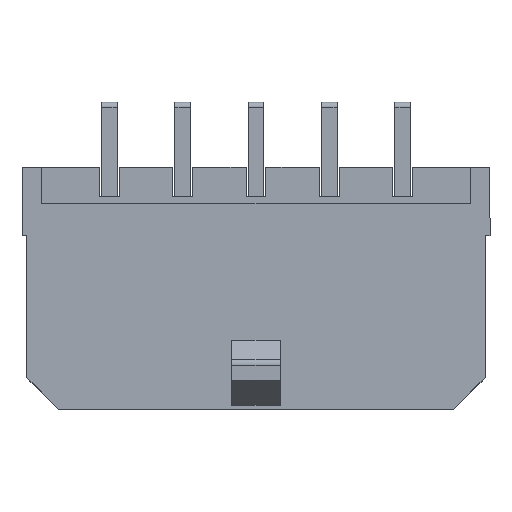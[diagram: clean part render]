
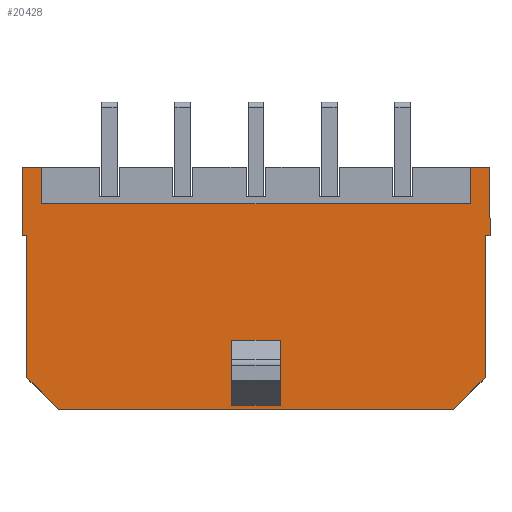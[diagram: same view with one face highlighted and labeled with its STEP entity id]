
A CAD part, top view. The second image highlights one B-rep face of the part: STEP entity #20428.
In plain terms, the highlighted planar face has unit normal (0, 0, 1).
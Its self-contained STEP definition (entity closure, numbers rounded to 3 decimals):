
#25 = DIRECTION ( 'NONE',  ( 1., 0., 0. ) ) ;
#29 = DIRECTION ( 'NONE',  ( -1., 0., 0. ) ) ;
#185 = EDGE_LOOP ( 'NONE', ( #5884, #9129, #1355, #7848, #23572, #20053, #27231, #4099, #10494, #21149, #7661, #21950, #20983, #1288 ) ) ;
#360 = VERTEX_POINT ( 'NONE', #8161 ) ;
#409 = DIRECTION ( 'NONE',  ( 0., 0., 1. ) ) ;
#818 = CARTESIAN_POINT ( 'NONE',  ( -9.575, -0.84, 7.37 ) ) ;
#941 = EDGE_CURVE ( 'NONE', #4757, #16946, #3650, .T. ) ;
#994 = CARTESIAN_POINT ( 'NONE',  ( 8.775, -0.84, 7.37 ) ) ;
#1288 = ORIENTED_EDGE ( 'NONE', *, *, #16943, .F. ) ;
#1310 = VECTOR ( 'NONE', #12758, 1000. ) ;
#1315 = VERTEX_POINT ( 'NONE', #17696 ) ;
#1355 = ORIENTED_EDGE ( 'NONE', *, *, #6869, .T. ) ;
#1722 = EDGE_CURVE ( 'NONE', #2976, #6631, #2496, .T. ) ;
#2218 = LINE ( 'NONE', #11350, #9154 ) ;
#2379 = DIRECTION ( 'NONE',  ( 1., 0., 0. ) ) ;
#2494 = DIRECTION ( 'NONE',  ( 0., -1., 0. ) ) ;
#2496 = LINE ( 'NONE', #20349, #2737 ) ;
#2687 = CARTESIAN_POINT ( 'NONE',  ( 9.375, -3.626, 7.37 ) ) ;
#2737 = VECTOR ( 'NONE', #18009, 1000. ) ;
#2944 = VERTEX_POINT ( 'NONE', #26277 ) ;
#2976 = VERTEX_POINT ( 'NONE', #5960 ) ;
#3650 = LINE ( 'NONE', #27342, #1310 ) ;
#4012 = EDGE_CURVE ( 'NONE', #1315, #18845, #16822, .T. ) ;
#4099 = ORIENTED_EDGE ( 'NONE', *, *, #27078, .F. ) ;
#4154 = VECTOR ( 'NONE', #25, 1000. ) ;
#4158 = CARTESIAN_POINT ( 'NONE',  ( -9.575, -0.84, 7.37 ) ) ;
#4546 = CARTESIAN_POINT ( 'NONE',  ( -9.575, -10.75, 7.37 ) ) ;
#4674 = LINE ( 'NONE', #25656, #17261 ) ;
#4757 = VERTEX_POINT ( 'NONE', #16866 ) ;
#5091 = PLANE ( 'NONE',  #20822 ) ;
#5189 = VECTOR ( 'NONE', #19017, 1000. ) ;
#5194 = VECTOR ( 'NONE', #6941, 1000. ) ;
#5444 = ORIENTED_EDGE ( 'NONE', *, *, #12259, .T. ) ;
#5474 = EDGE_CURVE ( 'NONE', #4757, #20417, #6008, .T. ) ;
#5617 = VERTEX_POINT ( 'NONE', #11329 ) ;
#5712 = CARTESIAN_POINT ( 'NONE',  ( -8.775, -0.84, 7.37 ) ) ;
#5841 = CARTESIAN_POINT ( 'NONE',  ( 8.075, -10.75, 7.37 ) ) ;
#5884 = ORIENTED_EDGE ( 'NONE', *, *, #10408, .F. ) ;
#5888 = VERTEX_POINT ( 'NONE', #15271 ) ;
#5960 = CARTESIAN_POINT ( 'NONE',  ( -9.375, -9.45, 7.37 ) ) ;
#6008 = LINE ( 'NONE', #10621, #22782 ) ;
#6366 = LINE ( 'NONE', #4546, #18118 ) ;
#6631 = VERTEX_POINT ( 'NONE', #18607 ) ;
#6700 = CARTESIAN_POINT ( 'NONE',  ( 8.775, -0.84, 7.37 ) ) ;
#6869 = EDGE_CURVE ( 'NONE', #10272, #12276, #20174, .T. ) ;
#6941 = DIRECTION ( 'NONE',  ( 0., -1., 0. ) ) ;
#6997 = LINE ( 'NONE', #13339, #24242 ) ;
#7289 = FACE_OUTER_BOUND ( 'NONE', #185, .T. ) ;
#7554 = DIRECTION ( 'NONE',  ( -1., 0., 0. ) ) ;
#7661 = ORIENTED_EDGE ( 'NONE', *, *, #941, .T. ) ;
#7689 = ORIENTED_EDGE ( 'NONE', *, *, #15542, .T. ) ;
#7812 = CARTESIAN_POINT ( 'NONE',  ( 8.775, -2.34, 7.37 ) ) ;
#7841 = CARTESIAN_POINT ( 'NONE',  ( -9.575, -0.84, 7.37 ) ) ;
#7848 = ORIENTED_EDGE ( 'NONE', *, *, #13666, .F. ) ;
#7957 = CARTESIAN_POINT ( 'NONE',  ( -9.575, -3.626, 7.37 ) ) ;
#8161 = CARTESIAN_POINT ( 'NONE',  ( 9.375, -9.45, 7.37 ) ) ;
#8776 = DIRECTION ( 'NONE',  ( -0.707, -0.707, 0. ) ) ;
#9098 = VERTEX_POINT ( 'NONE', #10826 ) ;
#9129 = ORIENTED_EDGE ( 'NONE', *, *, #17886, .T. ) ;
#9154 = VECTOR ( 'NONE', #17327, 1000. ) ;
#9179 = ORIENTED_EDGE ( 'NONE', *, *, #10149, .F. ) ;
#9426 = VECTOR ( 'NONE', #20294, 1000. ) ;
#10149 = EDGE_CURVE ( 'NONE', #2944, #1315, #4674, .T. ) ;
#10211 = EDGE_CURVE ( 'NONE', #20417, #360, #20412, .T. ) ;
#10272 = VERTEX_POINT ( 'NONE', #818 ) ;
#10408 = EDGE_CURVE ( 'NONE', #5888, #25405, #14556, .T. ) ;
#10436 = LINE ( 'NONE', #21310, #4154 ) ;
#10494 = ORIENTED_EDGE ( 'NONE', *, *, #10211, .F. ) ;
#10621 = CARTESIAN_POINT ( 'NONE',  ( 9.575, -3.626, 7.37 ) ) ;
#10826 = CARTESIAN_POINT ( 'NONE',  ( -8.075, -10.75, 7.37 ) ) ;
#10895 = LINE ( 'NONE', #27764, #14503 ) ;
#11007 = CARTESIAN_POINT ( 'NONE',  ( 9.575, -0.84, 7.37 ) ) ;
#11021 = CARTESIAN_POINT ( 'NONE',  ( -9.575, -0.84, 7.37 ) ) ;
#11329 = CARTESIAN_POINT ( 'NONE',  ( 1., -7.912, 7.37 ) ) ;
#11350 = CARTESIAN_POINT ( 'NONE',  ( -9.375, -9.45, 7.37 ) ) ;
#11360 = VECTOR ( 'NONE', #15930, 1000. ) ;
#12259 = EDGE_CURVE ( 'NONE', #2944, #5617, #6997, .T. ) ;
#12276 = VERTEX_POINT ( 'NONE', #7957 ) ;
#12758 = DIRECTION ( 'NONE',  ( 0., 1., 0. ) ) ;
#12802 = CARTESIAN_POINT ( 'NONE',  ( 1., -10.571, 7.37 ) ) ;
#13339 = CARTESIAN_POINT ( 'NONE',  ( -1., -7.912, 7.37 ) ) ;
#13666 = EDGE_CURVE ( 'NONE', #6631, #12276, #27084, .T. ) ;
#14503 = VECTOR ( 'NONE', #8776, 1000. ) ;
#14556 = LINE ( 'NONE', #5712, #5189 ) ;
#15271 = CARTESIAN_POINT ( 'NONE',  ( -8.775, -0.84, 7.37 ) ) ;
#15407 = LINE ( 'NONE', #4158, #21849 ) ;
#15542 = EDGE_CURVE ( 'NONE', #5617, #18845, #17866, .T. ) ;
#15588 = VERTEX_POINT ( 'NONE', #6700 ) ;
#15930 = DIRECTION ( 'NONE',  ( 0., -1., 0. ) ) ;
#16822 = LINE ( 'NONE', #16960, #25626 ) ;
#16866 = CARTESIAN_POINT ( 'NONE',  ( 9.575, -3.626, 7.37 ) ) ;
#16943 = EDGE_CURVE ( 'NONE', #25405, #18529, #10436, .T. ) ;
#16946 = VERTEX_POINT ( 'NONE', #11007 ) ;
#16960 = CARTESIAN_POINT ( 'NONE',  ( -1., -10.571, 7.37 ) ) ;
#17261 = VECTOR ( 'NONE', #21826, 1000. ) ;
#17327 = DIRECTION ( 'NONE',  ( -0.707, 0.707, 0. ) ) ;
#17674 = VERTEX_POINT ( 'NONE', #5841 ) ;
#17696 = CARTESIAN_POINT ( 'NONE',  ( -1., -10.571, 7.37 ) ) ;
#17866 = LINE ( 'NONE', #24336, #26284 ) ;
#17886 = EDGE_CURVE ( 'NONE', #5888, #10272, #15407, .T. ) ;
#17920 = CARTESIAN_POINT ( 'NONE',  ( 9.375, -3.626, 7.37 ) ) ;
#18009 = DIRECTION ( 'NONE',  ( 0., 1., 0. ) ) ;
#18118 = VECTOR ( 'NONE', #21573, 1000. ) ;
#18508 = LINE ( 'NONE', #7841, #18985 ) ;
#18529 = VERTEX_POINT ( 'NONE', #7812 ) ;
#18607 = CARTESIAN_POINT ( 'NONE',  ( -9.375, -3.626, 7.37 ) ) ;
#18845 = VERTEX_POINT ( 'NONE', #12802 ) ;
#18985 = VECTOR ( 'NONE', #20547, 1000. ) ;
#19017 = DIRECTION ( 'NONE',  ( 0., -1., 0. ) ) ;
#19019 = CARTESIAN_POINT ( 'NONE',  ( -8.775, -2.34, 7.37 ) ) ;
#19820 = CARTESIAN_POINT ( 'NONE',  ( 0., 0., 7.37 ) ) ;
#20053 = ORIENTED_EDGE ( 'NONE', *, *, #27979, .F. ) ;
#20174 = LINE ( 'NONE', #11021, #5194 ) ;
#20222 = EDGE_LOOP ( 'NONE', ( #24509, #9179, #5444, #7689 ) ) ;
#20294 = DIRECTION ( 'NONE',  ( 0., 1., 0. ) ) ;
#20349 = CARTESIAN_POINT ( 'NONE',  ( -9.375, -3.626, 7.37 ) ) ;
#20412 = LINE ( 'NONE', #17920, #11360 ) ;
#20417 = VERTEX_POINT ( 'NONE', #2687 ) ;
#20428 = ADVANCED_FACE ( 'NONE', ( #7289, #24521 ), #5091, .T. ) ;
#20448 = LINE ( 'NONE', #994, #9426 ) ;
#20493 = EDGE_CURVE ( 'NONE', #16946, #15588, #18508, .T. ) ;
#20547 = DIRECTION ( 'NONE',  ( -1., 0., 0. ) ) ;
#20822 = AXIS2_PLACEMENT_3D ( 'NONE', #19820, #409, #23076 ) ;
#20983 = ORIENTED_EDGE ( 'NONE', *, *, #24680, .F. ) ;
#21149 = ORIENTED_EDGE ( 'NONE', *, *, #5474, .F. ) ;
#21310 = CARTESIAN_POINT ( 'NONE',  ( -8.775, -2.34, 7.37 ) ) ;
#21573 = DIRECTION ( 'NONE',  ( 1., 0., 0. ) ) ;
#21826 = DIRECTION ( 'NONE',  ( 0., -1., 0. ) ) ;
#21849 = VECTOR ( 'NONE', #29, 1000. ) ;
#21950 = ORIENTED_EDGE ( 'NONE', *, *, #20493, .T. ) ;
#22782 = VECTOR ( 'NONE', #23750, 1000. ) ;
#23076 = DIRECTION ( 'NONE',  ( 1., 0., 0. ) ) ;
#23572 = ORIENTED_EDGE ( 'NONE', *, *, #1722, .F. ) ;
#23750 = DIRECTION ( 'NONE',  ( -1., 0., 0. ) ) ;
#24242 = VECTOR ( 'NONE', #2379, 1000. ) ;
#24336 = CARTESIAN_POINT ( 'NONE',  ( 1., -7.912, 7.37 ) ) ;
#24509 = ORIENTED_EDGE ( 'NONE', *, *, #4012, .F. ) ;
#24521 = FACE_BOUND ( 'NONE', #20222, .T. ) ;
#24680 = EDGE_CURVE ( 'NONE', #18529, #15588, #20448, .T. ) ;
#24779 = VECTOR ( 'NONE', #7554, 1000. ) ;
#25405 = VERTEX_POINT ( 'NONE', #19019 ) ;
#25550 = DIRECTION ( 'NONE',  ( 1., 0., 0. ) ) ;
#25626 = VECTOR ( 'NONE', #25550, 1000. ) ;
#25656 = CARTESIAN_POINT ( 'NONE',  ( -1., -7.912, 7.37 ) ) ;
#25732 = EDGE_CURVE ( 'NONE', #9098, #17674, #6366, .T. ) ;
#26277 = CARTESIAN_POINT ( 'NONE',  ( -1., -7.912, 7.37 ) ) ;
#26284 = VECTOR ( 'NONE', #2494, 1000. ) ;
#27078 = EDGE_CURVE ( 'NONE', #360, #17674, #10895, .T. ) ;
#27084 = LINE ( 'NONE', #27364, #24779 ) ;
#27231 = ORIENTED_EDGE ( 'NONE', *, *, #25732, .T. ) ;
#27342 = CARTESIAN_POINT ( 'NONE',  ( 9.575, -0.84, 7.37 ) ) ;
#27364 = CARTESIAN_POINT ( 'NONE',  ( -9.575, -3.626, 7.37 ) ) ;
#27764 = CARTESIAN_POINT ( 'NONE',  ( 9.375, -9.45, 7.37 ) ) ;
#27979 = EDGE_CURVE ( 'NONE', #9098, #2976, #2218, .T. ) ;
